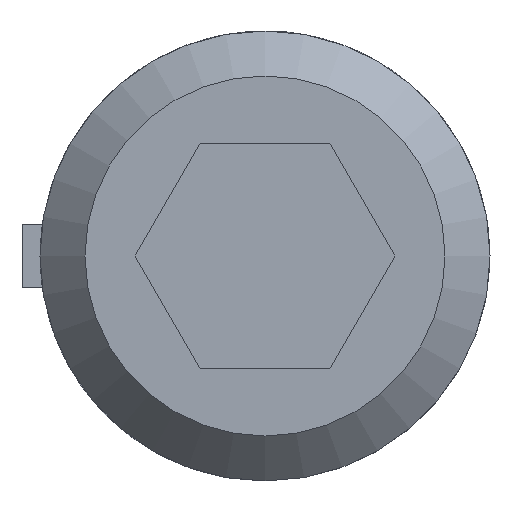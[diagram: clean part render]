
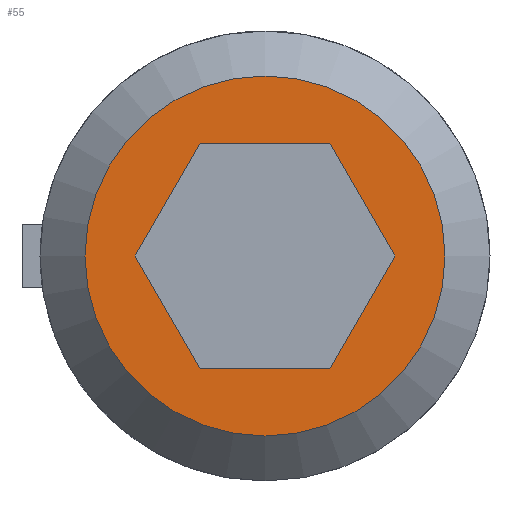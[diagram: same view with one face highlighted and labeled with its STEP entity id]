
A CAD part, left-side view. The second image highlights one B-rep face of the part: STEP entity #55.
In plain terms, the highlighted planar face has unit normal (-1, 0, 0).
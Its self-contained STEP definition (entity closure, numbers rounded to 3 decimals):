
#55 = ADVANCED_FACE( '', ( #134, #135 ), #136, .F. );
#134 = FACE_OUTER_BOUND( '', #244, .T. );
#135 = FACE_BOUND( '', #245, .T. );
#136 = PLANE( '', #246 );
#244 = EDGE_LOOP( '', ( #348 ) );
#245 = EDGE_LOOP( '', ( #349, #350, #351, #352, #353, #354 ) );
#246 = AXIS2_PLACEMENT_3D( '', #355, #356, #357 );
#348 = ORIENTED_EDGE( '', *, *, #600, .F. );
#349 = ORIENTED_EDGE( '', *, *, #601, .T. );
#350 = ORIENTED_EDGE( '', *, *, #602, .T. );
#351 = ORIENTED_EDGE( '', *, *, #603, .T. );
#352 = ORIENTED_EDGE( '', *, *, #604, .T. );
#353 = ORIENTED_EDGE( '', *, *, #605, .T. );
#354 = ORIENTED_EDGE( '', *, *, #606, .T. );
#355 = CARTESIAN_POINT( '', ( 0., 0., 0. ) );
#356 = DIRECTION( '', ( 1., 0., 0. ) );
#357 = DIRECTION( '', ( 0., 0., -1. ) );
#600 = EDGE_CURVE( '', #695, #695, #696, .T. );
#601 = EDGE_CURVE( '', #697, #698, #699, .T. );
#602 = EDGE_CURVE( '', #698, #700, #701, .T. );
#603 = EDGE_CURVE( '', #700, #702, #703, .T. );
#604 = EDGE_CURVE( '', #702, #704, #705, .T. );
#605 = EDGE_CURVE( '', #704, #706, #707, .T. );
#606 = EDGE_CURVE( '', #706, #697, #708, .T. );
#695 = VERTEX_POINT( '', #834 );
#696 = CIRCLE( '', #835, 2. );
#697 = VERTEX_POINT( '', #836 );
#698 = VERTEX_POINT( '', #837 );
#699 = LINE( '', #838, #839 );
#700 = VERTEX_POINT( '', #840 );
#701 = LINE( '', #841, #842 );
#702 = VERTEX_POINT( '', #843 );
#703 = LINE( '', #844, #845 );
#704 = VERTEX_POINT( '', #846 );
#705 = LINE( '', #847, #848 );
#706 = VERTEX_POINT( '', #849 );
#707 = LINE( '', #850, #851 );
#708 = LINE( '', #852, #853 );
#834 = CARTESIAN_POINT( '', ( 0., 0., -2. ) );
#835 = AXIS2_PLACEMENT_3D( '', #1028, #1029, #1030 );
#836 = CARTESIAN_POINT( '', ( 0., 0.722, 1.25 ) );
#837 = CARTESIAN_POINT( '', ( 0., -0.722, 1.25 ) );
#838 = CARTESIAN_POINT( '', ( 0., 0.722, 1.25 ) );
#839 = VECTOR( '', #1031, 1000. );
#840 = CARTESIAN_POINT( '', ( 0., -1.443, 0. ) );
#841 = CARTESIAN_POINT( '', ( 0., -0.722, 1.25 ) );
#842 = VECTOR( '', #1032, 1000. );
#843 = CARTESIAN_POINT( '', ( 0., -0.722, -1.25 ) );
#844 = CARTESIAN_POINT( '', ( 0., -1.443, 0. ) );
#845 = VECTOR( '', #1033, 1000. );
#846 = CARTESIAN_POINT( '', ( 0., 0.722, -1.25 ) );
#847 = CARTESIAN_POINT( '', ( 0., -0.722, -1.25 ) );
#848 = VECTOR( '', #1034, 1000. );
#849 = CARTESIAN_POINT( '', ( 0., 1.443, 0. ) );
#850 = CARTESIAN_POINT( '', ( 0., 0.722, -1.25 ) );
#851 = VECTOR( '', #1035, 1000. );
#852 = CARTESIAN_POINT( '', ( 0., 1.443, 0. ) );
#853 = VECTOR( '', #1036, 1000. );
#1028 = CARTESIAN_POINT( '', ( 0., 0., 0. ) );
#1029 = DIRECTION( '', ( 1., 0., 0. ) );
#1030 = DIRECTION( '', ( 0., 0., -1. ) );
#1031 = DIRECTION( '', ( 0., -1., 0. ) );
#1032 = DIRECTION( '', ( 0., -0.5, -0.866 ) );
#1033 = DIRECTION( '', ( 0., 0.5, -0.866 ) );
#1034 = DIRECTION( '', ( 0., 1., 0. ) );
#1035 = DIRECTION( '', ( 0., 0.5, 0.866 ) );
#1036 = DIRECTION( '', ( 0., -0.5, 0.866 ) );
